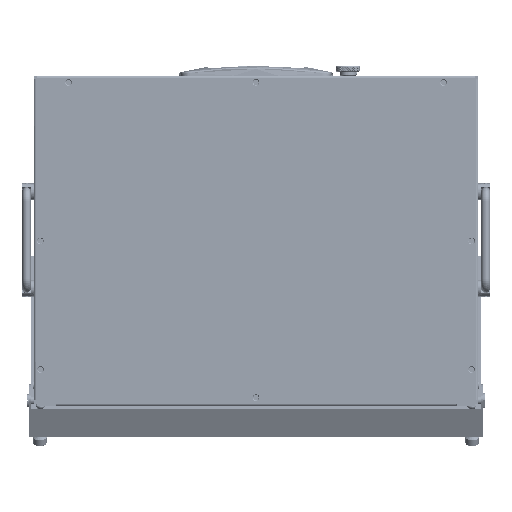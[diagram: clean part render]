
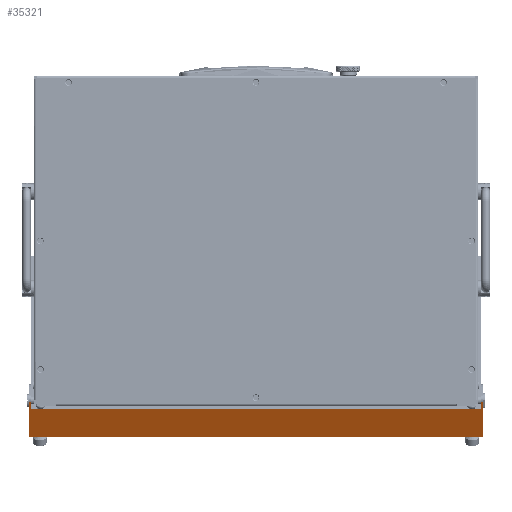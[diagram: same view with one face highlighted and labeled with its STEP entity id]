
A CAD part, front view. The second image highlights one B-rep face of the part: STEP entity #35321.
In plain terms, the highlighted face is planar.
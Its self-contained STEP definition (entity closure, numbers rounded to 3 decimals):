
#1362 = VERTEX_POINT ( 'NONE', #144490 ) ;
#4318 = LINE ( 'NONE', #123628, #6633 ) ;
#5013 = ORIENTED_EDGE ( 'NONE', *, *, #163526, .F. ) ;
#6245 = CARTESIAN_POINT ( 'NONE',  ( 234.5, -8., -173. ) ) ;
#6633 = VECTOR ( 'NONE', #196963, 1000. ) ;
#8765 = EDGE_LOOP ( 'NONE', ( #221982, #107667, #166252, #105561, #146311, #5013, #220760, #230842 ) ) ;
#12323 = EDGE_CURVE ( 'NONE', #82017, #57360, #100620, .T. ) ;
#18718 = LINE ( 'NONE', #161154, #46801 ) ;
#25589 = PLANE ( 'NONE',  #203540 ) ;
#27396 = VERTEX_POINT ( 'NONE', #207994 ) ;
#33886 = LINE ( 'NONE', #156520, #40876 ) ;
#34351 = LINE ( 'NONE', #105667, #184635 ) ;
#35321 = ADVANCED_FACE ( 'NONE', ( #180937 ), #25589, .F. ) ;
#38460 = CARTESIAN_POINT ( 'NONE',  ( 234.5, -8., -173. ) ) ;
#39434 = CARTESIAN_POINT ( 'NONE',  ( 234.5, 33., -173. ) ) ;
#40876 = VECTOR ( 'NONE', #86476, 1000. ) ;
#41433 = VERTEX_POINT ( 'NONE', #130705 ) ;
#46801 = VECTOR ( 'NONE', #128476, 1000. ) ;
#57360 = VERTEX_POINT ( 'NONE', #123763 ) ;
#59084 = EDGE_CURVE ( 'NONE', #84049, #27396, #97322, .T. ) ;
#61792 = CARTESIAN_POINT ( 'NONE',  ( -232.5, 33., -173. ) ) ;
#76312 = DIRECTION ( 'NONE',  ( -1., 0., 0. ) ) ;
#80796 = VERTEX_POINT ( 'NONE', #131441 ) ;
#82017 = VERTEX_POINT ( 'NONE', #162721 ) ;
#84049 = VERTEX_POINT ( 'NONE', #225740 ) ;
#86476 = DIRECTION ( 'NONE',  ( 0., -1., 0. ) ) ;
#96856 = DIRECTION ( 'NONE',  ( 0., 0., 1. ) ) ;
#97322 = LINE ( 'NONE', #6245, #208419 ) ;
#100620 = LINE ( 'NONE', #170650, #157868 ) ;
#105561 = ORIENTED_EDGE ( 'NONE', *, *, #115575, .F. ) ;
#105667 = CARTESIAN_POINT ( 'NONE',  ( -232.5, 33., -173. ) ) ;
#107667 = ORIENTED_EDGE ( 'NONE', *, *, #204728, .T. ) ;
#115575 = EDGE_CURVE ( 'NONE', #1362, #41433, #18718, .T. ) ;
#119413 = VECTOR ( 'NONE', #180900, 1000. ) ;
#122161 = EDGE_CURVE ( 'NONE', #27396, #82017, #165012, .T. ) ;
#123628 = CARTESIAN_POINT ( 'NONE',  ( -234.5, -8., -173. ) ) ;
#123763 = CARTESIAN_POINT ( 'NONE',  ( -232.5, 0., -173. ) ) ;
#128476 = DIRECTION ( 'NONE',  ( 0., -1., 0. ) ) ;
#130705 = CARTESIAN_POINT ( 'NONE',  ( -234.5, -8., -173. ) ) ;
#131441 = CARTESIAN_POINT ( 'NONE',  ( -232.5, -8., -173. ) ) ;
#132522 = EDGE_CURVE ( 'NONE', #41433, #80796, #4318, .T. ) ;
#144490 = CARTESIAN_POINT ( 'NONE',  ( -234.5, 33., -173. ) ) ;
#146311 = ORIENTED_EDGE ( 'NONE', *, *, #189695, .F. ) ;
#156520 = CARTESIAN_POINT ( 'NONE',  ( -232.5, 33., -173. ) ) ;
#157868 = VECTOR ( 'NONE', #223062, 1000. ) ;
#160453 = CARTESIAN_POINT ( 'NONE',  ( 232.5, -8., -173. ) ) ;
#161154 = CARTESIAN_POINT ( 'NONE',  ( -234.5, 33., -173. ) ) ;
#162721 = CARTESIAN_POINT ( 'NONE',  ( 232.5, 0., -173. ) ) ;
#163526 = EDGE_CURVE ( 'NONE', #84049, #183831, #215870, .T. ) ;
#163883 = DIRECTION ( 'NONE',  ( 0., 1., 0. ) ) ;
#165012 = LINE ( 'NONE', #160453, #208177 ) ;
#166252 = ORIENTED_EDGE ( 'NONE', *, *, #132522, .F. ) ;
#170650 = CARTESIAN_POINT ( 'NONE',  ( -232.5, 0., -173. ) ) ;
#176818 = DIRECTION ( 'NONE',  ( -1., 0., 0. ) ) ;
#180900 = DIRECTION ( 'NONE',  ( 0., 1., 0. ) ) ;
#180937 = FACE_OUTER_BOUND ( 'NONE', #8765, .T. ) ;
#183831 = VERTEX_POINT ( 'NONE', #39434 ) ;
#184635 = VECTOR ( 'NONE', #176818, 1000. ) ;
#189695 = EDGE_CURVE ( 'NONE', #183831, #1362, #34351, .T. ) ;
#196963 = DIRECTION ( 'NONE',  ( 1., 0., 0. ) ) ;
#199553 = DIRECTION ( 'NONE',  ( 1., 0., 0. ) ) ;
#203540 = AXIS2_PLACEMENT_3D ( 'NONE', #61792, #96856, #199553 ) ;
#204728 = EDGE_CURVE ( 'NONE', #57360, #80796, #33886, .T. ) ;
#207994 = CARTESIAN_POINT ( 'NONE',  ( 232.5, -8., -173. ) ) ;
#208177 = VECTOR ( 'NONE', #163883, 1000. ) ;
#208419 = VECTOR ( 'NONE', #76312, 1000. ) ;
#215870 = LINE ( 'NONE', #38460, #119413 ) ;
#220760 = ORIENTED_EDGE ( 'NONE', *, *, #59084, .T. ) ;
#221982 = ORIENTED_EDGE ( 'NONE', *, *, #12323, .T. ) ;
#223062 = DIRECTION ( 'NONE',  ( -1., 0., 0. ) ) ;
#225740 = CARTESIAN_POINT ( 'NONE',  ( 234.5, -8., -173. ) ) ;
#230842 = ORIENTED_EDGE ( 'NONE', *, *, #122161, .T. ) ;
